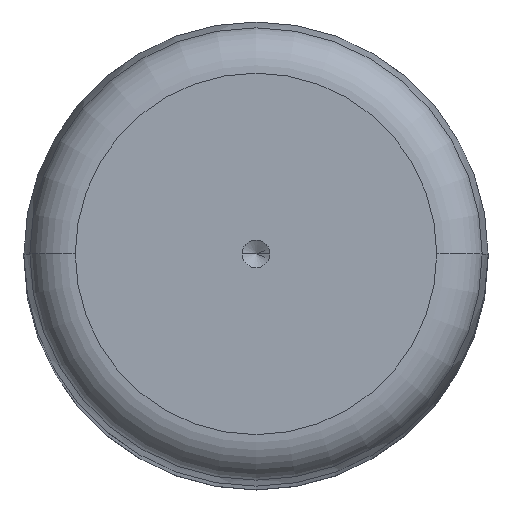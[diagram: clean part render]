
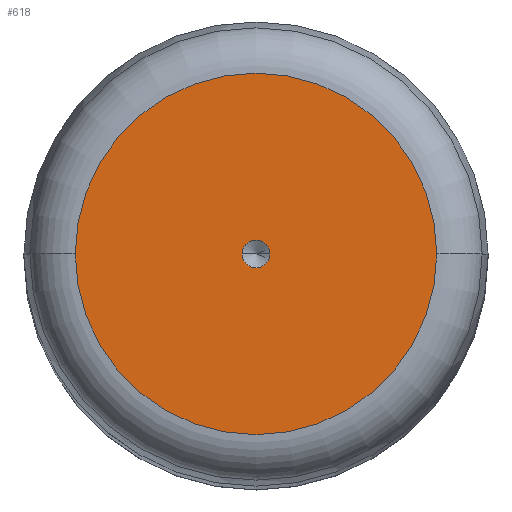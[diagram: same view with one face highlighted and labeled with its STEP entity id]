
A CAD part, top view. The second image highlights one B-rep face of the part: STEP entity #618.
In plain terms, the highlighted planar face has unit normal (0, 0, 1).
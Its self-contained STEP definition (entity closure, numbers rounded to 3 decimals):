
#4 = EDGE_LOOP ( 'NONE', ( #225, #39 ) ) ;
#9 = CIRCLE ( 'NONE', #89, 1.5 ) ;
#12 = DIRECTION ( 'NONE',  ( 1., 0., 0. ) ) ;
#39 = ORIENTED_EDGE ( 'NONE', *, *, #90, .T. ) ;
#43 = CARTESIAN_POINT ( 'NONE',  ( 0., 0., 250. ) ) ;
#89 = AXIS2_PLACEMENT_3D ( 'NONE', #640, #227, #638 ) ;
#90 = EDGE_CURVE ( 'NONE', #531, #146, #666, .T. ) ;
#105 = EDGE_CURVE ( 'NONE', #155, #222, #9, .T. ) ;
#121 = CARTESIAN_POINT ( 'NONE',  ( 1.5, 0., 250. ) ) ;
#146 = VERTEX_POINT ( 'NONE', #272 ) ;
#155 = VERTEX_POINT ( 'NONE', #179 ) ;
#164 = EDGE_LOOP ( 'NONE', ( #296, #217 ) ) ;
#170 = DIRECTION ( 'NONE',  ( 0., 0., 1. ) ) ;
#179 = CARTESIAN_POINT ( 'NONE',  ( -1.5, 0., 250. ) ) ;
#189 = AXIS2_PLACEMENT_3D ( 'NONE', #43, #395, #291 ) ;
#210 = PLANE ( 'NONE',  #266 ) ;
#217 = ORIENTED_EDGE ( 'NONE', *, *, #105, .F. ) ;
#218 = CARTESIAN_POINT ( 'NONE',  ( 0., 0., 250. ) ) ;
#222 = VERTEX_POINT ( 'NONE', #121 ) ;
#225 = ORIENTED_EDGE ( 'NONE', *, *, #459, .T. ) ;
#227 = DIRECTION ( 'NONE',  ( 0., 0., 1. ) ) ;
#231 = FACE_OUTER_BOUND ( 'NONE', #4, .T. ) ;
#247 = AXIS2_PLACEMENT_3D ( 'NONE', #358, #251, #567 ) ;
#251 = DIRECTION ( 'NONE',  ( 0., 0., 1. ) ) ;
#266 = AXIS2_PLACEMENT_3D ( 'NONE', #415, #628, #634 ) ;
#272 = CARTESIAN_POINT ( 'NONE',  ( 19.467, 0., 250. ) ) ;
#278 = FACE_BOUND ( 'NONE', #164, .T. ) ;
#291 = DIRECTION ( 'NONE',  ( 1., 0., 0. ) ) ;
#296 = ORIENTED_EDGE ( 'NONE', *, *, #363, .F. ) ;
#353 = CIRCLE ( 'NONE', #247, 19.467 ) ;
#358 = CARTESIAN_POINT ( 'NONE',  ( 0., 0., 250. ) ) ;
#361 = CIRCLE ( 'NONE', #189, 1.5 ) ;
#363 = EDGE_CURVE ( 'NONE', #222, #155, #361, .T. ) ;
#395 = DIRECTION ( 'NONE',  ( 0., 0., 1. ) ) ;
#415 = CARTESIAN_POINT ( 'NONE',  ( 0., 0., 250. ) ) ;
#459 = EDGE_CURVE ( 'NONE', #146, #531, #353, .T. ) ;
#467 = AXIS2_PLACEMENT_3D ( 'NONE', #218, #170, #12 ) ;
#523 = CARTESIAN_POINT ( 'NONE',  ( -19.467, 0., 250. ) ) ;
#531 = VERTEX_POINT ( 'NONE', #523 ) ;
#567 = DIRECTION ( 'NONE',  ( 1., 0., 0. ) ) ;
#618 = ADVANCED_FACE ( 'NONE', ( #278, #231 ), #210, .T. ) ;
#628 = DIRECTION ( 'NONE',  ( 0., 0., 1. ) ) ;
#634 = DIRECTION ( 'NONE',  ( 1., 0., 0. ) ) ;
#638 = DIRECTION ( 'NONE',  ( 1., 0., 0. ) ) ;
#640 = CARTESIAN_POINT ( 'NONE',  ( 0., 0., 250. ) ) ;
#666 = CIRCLE ( 'NONE', #467, 19.467 ) ;
